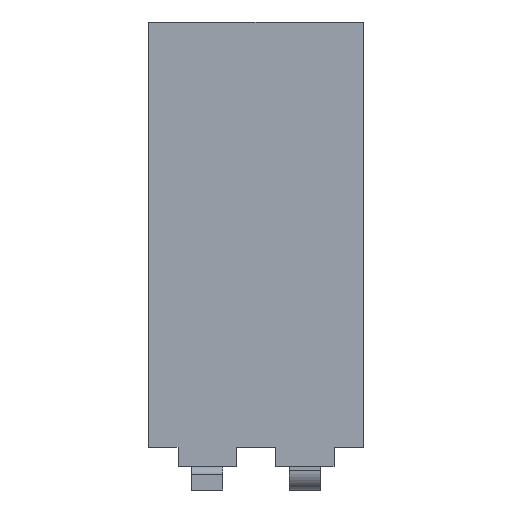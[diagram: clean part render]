
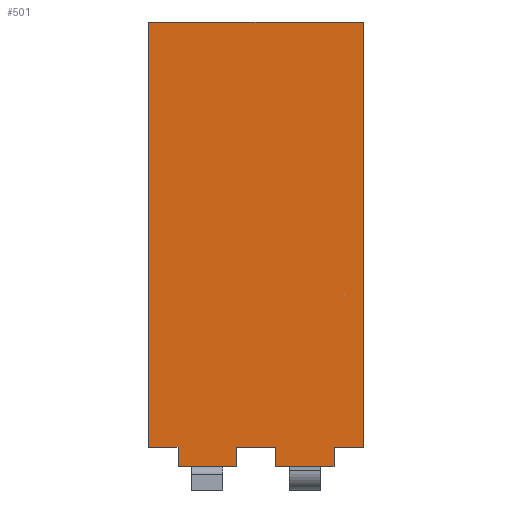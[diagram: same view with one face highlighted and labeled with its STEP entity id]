
A CAD part, front view. The second image highlights one B-rep face of the part: STEP entity #501.
In plain terms, the highlighted face is planar.
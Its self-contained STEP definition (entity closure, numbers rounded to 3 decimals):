
#47 = EDGE_CURVE('',#48,#50,#52,.T.);
#48 = VERTEX_POINT('',#49);
#49 = CARTESIAN_POINT('',(-0.254,0.,-1.27));
#50 = VERTEX_POINT('',#51);
#51 = CARTESIAN_POINT('',(-1.016,0.,-1.27));
#52 = LINE('',#53,#54);
#53 = CARTESIAN_POINT('',(1.397,0.,-1.27));
#54 = VECTOR('',#55,1.);
#55 = DIRECTION('',(-1.,0.,0.));
#255 = EDGE_CURVE('',#256,#258,#260,.T.);
#256 = VERTEX_POINT('',#257);
#257 = CARTESIAN_POINT('',(-1.397,5.791,-1.27));
#258 = VERTEX_POINT('',#259);
#259 = CARTESIAN_POINT('',(-1.397,0.254,-1.27));
#260 = LINE('',#261,#262);
#261 = CARTESIAN_POINT('',(-1.397,5.791,-1.27));
#262 = VECTOR('',#263,1.);
#263 = DIRECTION('',(0.,-1.,0.));
#306 = VERTEX_POINT('',#307);
#307 = CARTESIAN_POINT('',(1.397,0.254,-1.27));
#313 = EDGE_CURVE('',#314,#306,#316,.T.);
#314 = VERTEX_POINT('',#315);
#315 = CARTESIAN_POINT('',(1.397,5.791,-1.27));
#316 = LINE('',#317,#318);
#317 = CARTESIAN_POINT('',(1.397,5.791,-1.27));
#318 = VECTOR('',#319,1.);
#319 = DIRECTION('',(0.,-1.,0.));
#346 = VERTEX_POINT('',#347);
#347 = CARTESIAN_POINT('',(0.254,0.,-1.27));
#353 = EDGE_CURVE('',#354,#346,#356,.T.);
#354 = VERTEX_POINT('',#355);
#355 = CARTESIAN_POINT('',(1.016,0.,-1.27));
#356 = LINE('',#357,#358);
#357 = CARTESIAN_POINT('',(1.397,0.,-1.27));
#358 = VECTOR('',#359,1.);
#359 = DIRECTION('',(-1.,0.,0.));
#415 = EDGE_CURVE('',#314,#256,#416,.T.);
#416 = LINE('',#417,#418);
#417 = CARTESIAN_POINT('',(1.397,5.791,-1.27));
#418 = VECTOR('',#419,1.);
#419 = DIRECTION('',(-1.,0.,0.));
#501 = ADVANCED_FACE('',(#502),#559,.F.);
#502 = FACE_BOUND('',#503,.T.);
#503 = EDGE_LOOP('',(#504,#514,#520,#521,#529,#535,#536,#537,#538,#546,
    #552,#553));
#504 = ORIENTED_EDGE('',*,*,#505,.T.);
#505 = EDGE_CURVE('',#506,#508,#510,.T.);
#506 = VERTEX_POINT('',#507);
#507 = CARTESIAN_POINT('',(0.254,0.254,-1.27));
#508 = VERTEX_POINT('',#509);
#509 = CARTESIAN_POINT('',(-0.254,0.254,-1.27));
#510 = LINE('',#511,#512);
#511 = CARTESIAN_POINT('',(0.254,0.254,-1.27));
#512 = VECTOR('',#513,1.);
#513 = DIRECTION('',(-1.,0.,0.));
#514 = ORIENTED_EDGE('',*,*,#515,.T.);
#515 = EDGE_CURVE('',#508,#48,#516,.T.);
#516 = LINE('',#517,#518);
#517 = CARTESIAN_POINT('',(-0.254,0.254,-1.27));
#518 = VECTOR('',#519,1.);
#519 = DIRECTION('',(0.,-1.,0.));
#520 = ORIENTED_EDGE('',*,*,#47,.T.);
#521 = ORIENTED_EDGE('',*,*,#522,.T.);
#522 = EDGE_CURVE('',#50,#523,#525,.T.);
#523 = VERTEX_POINT('',#524);
#524 = CARTESIAN_POINT('',(-1.016,0.254,-1.27));
#525 = LINE('',#526,#527);
#526 = CARTESIAN_POINT('',(-1.016,0.,-1.27));
#527 = VECTOR('',#528,1.);
#528 = DIRECTION('',(0.,1.,0.));
#529 = ORIENTED_EDGE('',*,*,#530,.T.);
#530 = EDGE_CURVE('',#523,#258,#531,.T.);
#531 = LINE('',#532,#533);
#532 = CARTESIAN_POINT('',(-1.016,0.254,-1.27));
#533 = VECTOR('',#534,1.);
#534 = DIRECTION('',(-1.,0.,0.));
#535 = ORIENTED_EDGE('',*,*,#255,.F.);
#536 = ORIENTED_EDGE('',*,*,#415,.F.);
#537 = ORIENTED_EDGE('',*,*,#313,.T.);
#538 = ORIENTED_EDGE('',*,*,#539,.T.);
#539 = EDGE_CURVE('',#306,#540,#542,.T.);
#540 = VERTEX_POINT('',#541);
#541 = CARTESIAN_POINT('',(1.016,0.254,-1.27));
#542 = LINE('',#543,#544);
#543 = CARTESIAN_POINT('',(1.524,0.254,-1.27));
#544 = VECTOR('',#545,1.);
#545 = DIRECTION('',(-1.,0.,0.));
#546 = ORIENTED_EDGE('',*,*,#547,.T.);
#547 = EDGE_CURVE('',#540,#354,#548,.T.);
#548 = LINE('',#549,#550);
#549 = CARTESIAN_POINT('',(1.016,0.254,-1.27));
#550 = VECTOR('',#551,1.);
#551 = DIRECTION('',(0.,-1.,0.));
#552 = ORIENTED_EDGE('',*,*,#353,.T.);
#553 = ORIENTED_EDGE('',*,*,#554,.T.);
#554 = EDGE_CURVE('',#346,#506,#555,.T.);
#555 = LINE('',#556,#557);
#556 = CARTESIAN_POINT('',(0.254,0.,-1.27));
#557 = VECTOR('',#558,1.);
#558 = DIRECTION('',(0.,1.,0.));
#559 = PLANE('',#560);
#560 = AXIS2_PLACEMENT_3D('',#561,#562,#563);
#561 = CARTESIAN_POINT('',(1.397,5.791,-1.27));
#562 = DIRECTION('',(0.,0.,1.));
#563 = DIRECTION('',(1.,0.,-0.));
